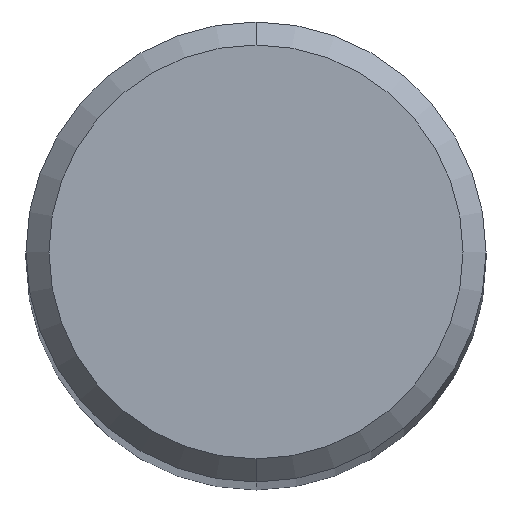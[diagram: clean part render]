
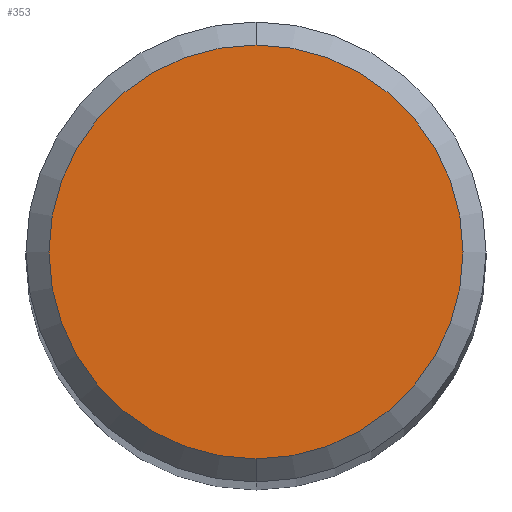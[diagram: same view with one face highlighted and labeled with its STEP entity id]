
A CAD part, top view. The second image highlights one B-rep face of the part: STEP entity #353.
In plain terms, the highlighted planar face has unit normal (0, 0, 1).
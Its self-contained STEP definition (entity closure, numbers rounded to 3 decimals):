
#169=VERTEX_POINT('',#445);
#171=EDGE_CURVE('',#169,#301,#447,.T.);
#177=EDGE_CURVE('',#301,#169,#453,.T.);
#301=VERTEX_POINT('',#591);
#353=ADVANCED_FACE('',(#645),#646,.T.);
#445=CARTESIAN_POINT('',(0.0,3.6,0.0));
#447=CIRCLE('',#742,3.6);
#453=CIRCLE('',#749,3.6);
#591=CARTESIAN_POINT('',(0.,-3.6,0.0));
#645=FACE_OUTER_BOUND('',#1137,.T.);
#646=PLANE('',#1138);
#742=AXIS2_PLACEMENT_3D('',#1334,#1335,#1336);
#749=AXIS2_PLACEMENT_3D('',#1337,#1338,#1339);
#1137=EDGE_LOOP('',(#1544,#1545));
#1138=AXIS2_PLACEMENT_3D('',#1546,#1547,#1548);
#1334=CARTESIAN_POINT('',(0.0,0.0,0.0));
#1335=DIRECTION('',(0.0,0.0,-1.0));
#1336=DIRECTION('',(0.0,1.0,0.0));
#1337=CARTESIAN_POINT('',(0.0,0.0,0.0));
#1338=DIRECTION('',(0.0,0.0,-1.0));
#1339=DIRECTION('',(0.0,1.0,0.0));
#1544=ORIENTED_EDGE('',*,*,#171,.F.);
#1545=ORIENTED_EDGE('',*,*,#177,.F.);
#1546=CARTESIAN_POINT('',(0.0,1.8,0.0));
#1547=DIRECTION('',(-0.0,0.0,1.0));
#1548=DIRECTION('',(0.0,-1.0,0.0));
